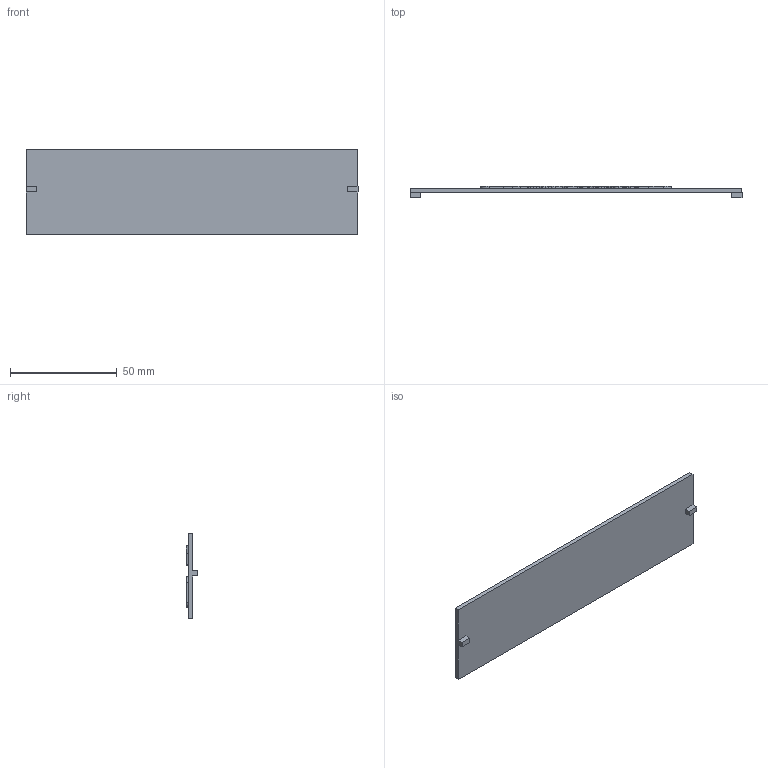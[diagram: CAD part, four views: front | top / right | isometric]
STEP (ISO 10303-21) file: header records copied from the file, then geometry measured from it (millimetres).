
FILE_DESCRIPTION(/* description */ (''),/* implementation_level */ '2;1');
FILE_NAME(/* name */ 'logo_cover.step',/* time_stamp */ '2024-02-25T22:53:17+01:00',/* author */ (''),/* organization */ (''),/* preprocessor_version */ 'ST-DEVELOPER v20',/* originating_system */ 'Autodesk Translation Framework v12.20.1.177',/* authorisation */ '');
FILE_SCHEMA (('AUTOMOTIVE_DESIGN { 1 0 10303 214 3 1 1 }'));
Length unit declared in the file: millimetre
Products named in the file (2): logo_cover; Component1
Assembly tree (1 placements, depth 2):
  logo_cover
    Component1
Bounding box: 155.5 x 5.5 x 40 mm (x, y, z)
Volume: 13216.3 mm3; surface area: 14024.4 mm2
Topology: 1 solids, 1 shells, 293 faces, 816 edges, 544 vertices
Faces by surface type: bspline 156, plane 137
Entity records: 9711 total; most frequent: CARTESIAN_POINT 3684, ORIENTED_EDGE 1632, EDGE_CURVE 816, DIRECTION 784, VERTEX_POINT 544, LINE 504, VECTOR 504, EDGE_LOOP 312
